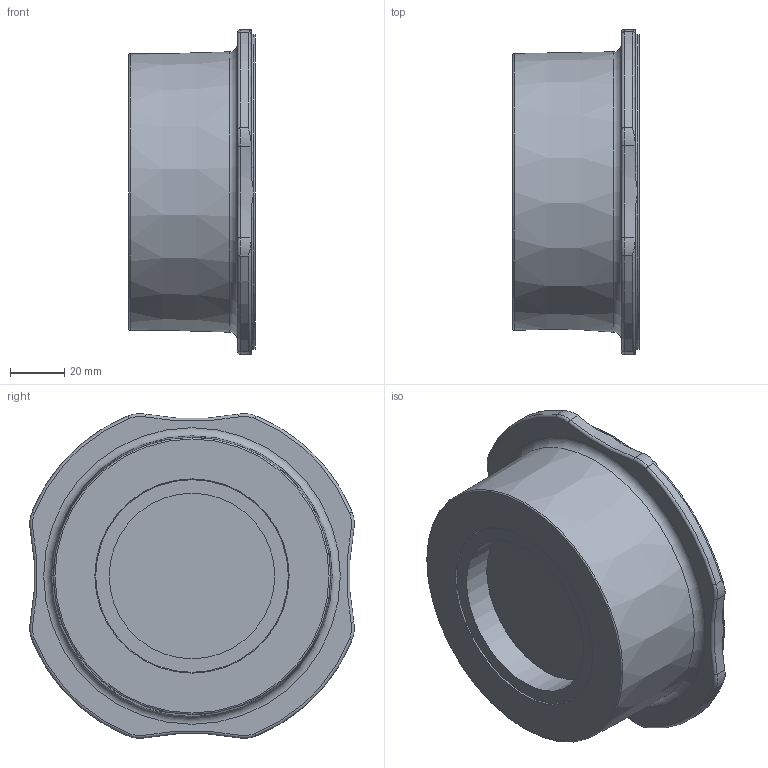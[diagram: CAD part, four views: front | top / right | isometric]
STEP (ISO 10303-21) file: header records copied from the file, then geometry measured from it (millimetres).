
FILE_DESCRIPTION((''),'2;1');
FILE_NAME('98200107.stp','2011-06-30T12:16:56',('frese'),(''),'Autodesk Inventor 2011','Autodesk Inventor 2011','');
FILE_SCHEMA(('AUTOMOTIVE_DESIGN { 1 0 10303 214 1 1 1 1 }'));
Length unit declared in the file: millimetre
Products named in the file (1): 98200107
Bounding box: 46.5 x 119.62 x 119.62 mm (x, y, z)
Volume: 169595.5 mm3; surface area: 60286.2 mm2
Topology: 1 solids, 7 shells, 152 faces, 359 edges, 230 vertices
Faces by surface type: plane 69, cylinder 45, torus 27, cone 11
Full cylindrical faces by diameter (mm): 4.134 x3, 4.9 x3, 5.3 x3, 7 x3, 61 x1, 70.2 x1, 90 x2, 116 x1
Entity records: 4182 total; most frequent: CARTESIAN_POINT 771, DIRECTION 770, ORIENTED_EDGE 620, AXIS2_PLACEMENT_3D 323, EDGE_CURVE 310, VERTEX_POINT 212, EDGE_LOOP 198, CIRCLE 170
